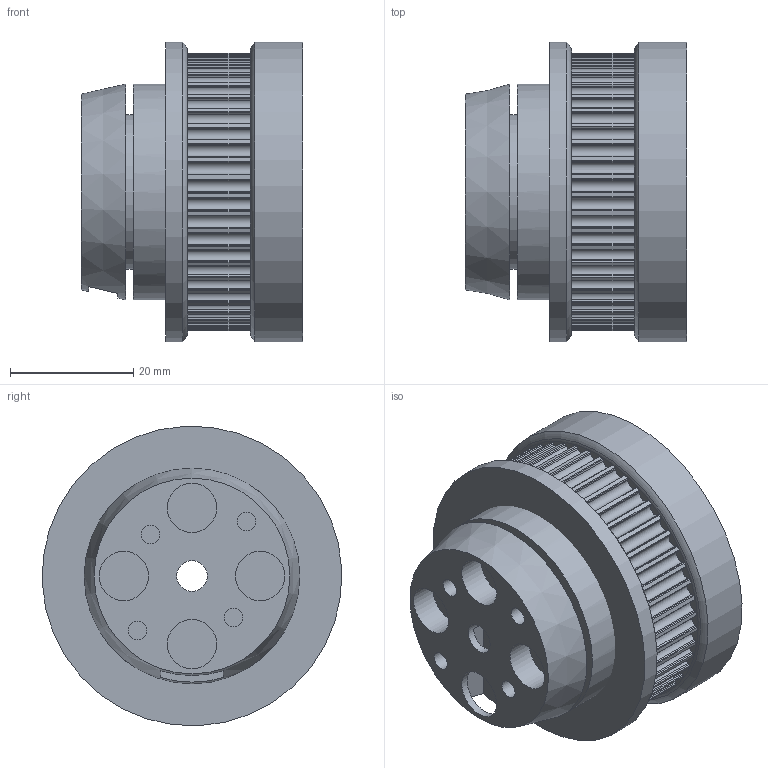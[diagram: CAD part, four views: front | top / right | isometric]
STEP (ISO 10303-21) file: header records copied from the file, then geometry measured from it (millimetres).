
FILE_DESCRIPTION(/* description */ (''),/* implementation_level */ '2;1');
FILE_NAME(/* name */ '48tooth pully_3530 motor combo.step',/* time_stamp */ '2023-05-30T22:26:31-04:00',/* author */ (''),/* organization */ (''),/* preprocessor_version */ 'ST-DEVELOPER v19.2',/* originating_system */ 'Autodesk Translation Framework v12.4.0.73',/* authorisation */ '');
FILE_SCHEMA (('AUTOMOTIVE_DESIGN { 1 0 10303 214 3 1 1 }'));
Length unit declared in the file: millimetre
Products named in the file (2): Motor_3536; 3mm 48tooth GT2 Printable v2
Assembly tree (1 placements, depth 2):
  Motor_3536
    3mm 48tooth GT2 Printable v2
Bounding box: 36 x 48.59 x 48.59 mm (x, y, z)
Volume: 49016.4 mm3; surface area: 21368.6 mm2
Topology: 2 solids, 2 shells, 433 faces, 1190 edges, 788 vertices
Faces by surface type: cylinder 323, plane 58, bspline 41, cone 7, torus 4
Full cylindrical faces by diameter (mm): 2.5 x6, 3 x4, 4.572 x6, 5 x1, 8 x4, 10.668 x1, 12 x1, 14.427 x1, 25 x1, 35 x1, 36.497 x1, 48.631 x2
Entity records: 16106 total; most frequent: CARTESIAN_POINT 4599, DIRECTION 2564, ORIENTED_EDGE 2380, EDGE_CURVE 1190, AXIS2_PLACEMENT_3D 1075, VERTEX_POINT 788, CIRCLE 680, EDGE_LOOP 486
